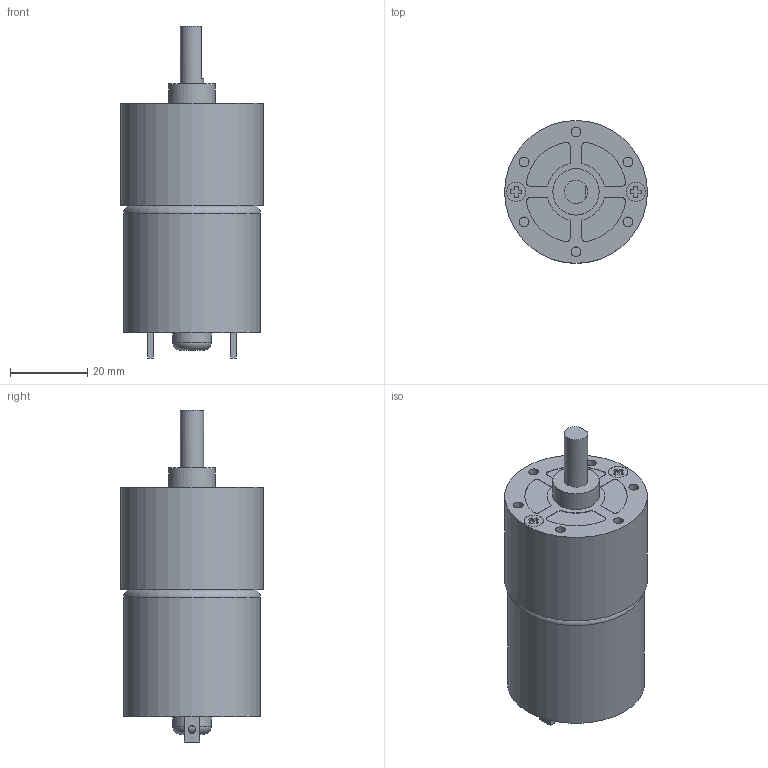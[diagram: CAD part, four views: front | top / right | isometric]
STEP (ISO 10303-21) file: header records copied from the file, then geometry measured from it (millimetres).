
FILE_DESCRIPTION(/* description */ (''),/* implementation_level */ '2;1');
FILE_NAME(/* name */ 'ZGA37RG Motor v2.step',/* time_stamp */ '2024-06-04T03:03:21-04:00',/* author */ (''),/* organization */ (''),/* preprocessor_version */ 'ST-DEVELOPER v20',/* originating_system */ 'Autodesk Translation Framework v13.14.0.145',/* authorisation */ '');
FILE_SCHEMA (('AUTOMOTIVE_DESIGN { 1 0 10303 214 3 1 1 }'));
Length unit declared in the file: millimetre
Products named in the file (2): ZGA37RG Motor; Component1
Assembly tree (1 placements, depth 2):
  ZGA37RG Motor
    Component1
Bounding box: 37 x 37 x 86 mm (x, y, z)
Volume: 62090.8 mm3; surface area: 12038.7 mm2
Topology: 2 solids, 2 shells, 98 faces, 223 edges, 148 vertices
Faces by surface type: plane 57, cylinder 39, torus 2
Full cylindrical faces by diameter (mm): 2 x2, 2.529 x6, 5 x2, 6 x1, 10 x1, 12 x1, 35.5 x1, 37 x1
Entity records: 2866 total; most frequent: DIRECTION 509, CARTESIAN_POINT 472, ORIENTED_EDGE 446, EDGE_CURVE 223, AXIS2_PLACEMENT_3D 185, VERTEX_POINT 148, LINE 139, VECTOR 139
